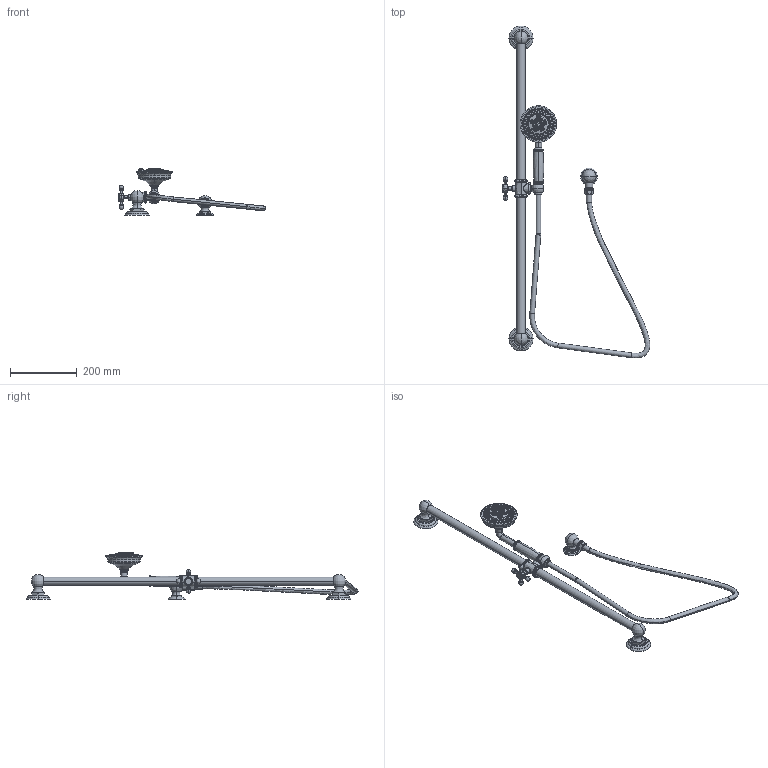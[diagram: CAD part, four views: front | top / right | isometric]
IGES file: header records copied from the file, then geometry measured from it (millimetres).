
Start section:  PTC IGES file: 280e.igs
Global section: file name: 280e.igs; native system: Creo Parametric by PTC Inc.; preprocessor: 2018400; author: jinson.thomas; organization: Unknown; date: 20201210.163912; units: inch
Bounding box: 442.32 x 995 x 141.33 mm (x, y, z)
Volume: 992937.8 mm3; surface area: 292847.7 mm2
Topology: 1 solids, 3 shells, 1358 faces, 2850 edges, 1664 vertices
Faces by surface type: revolution 1113, bspline 245
